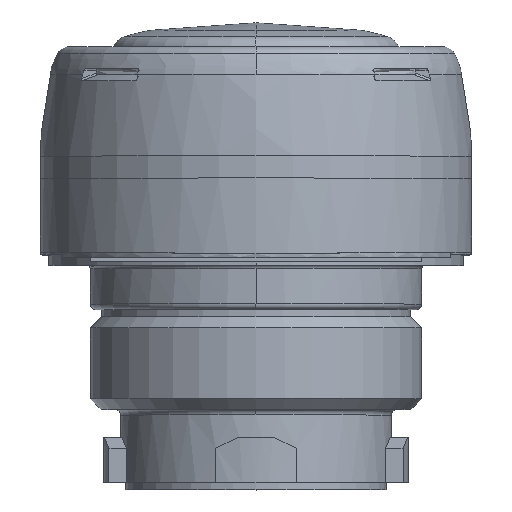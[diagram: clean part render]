
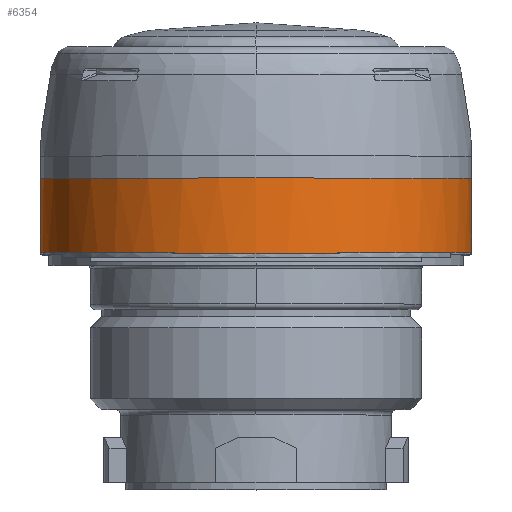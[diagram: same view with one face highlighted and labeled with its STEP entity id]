
A CAD part, top view. The second image highlights one B-rep face of the part: STEP entity #6354.
In plain terms, the highlighted cylindrical face has radius 19.515 mm (diameter 39.03 mm), a partial arc.
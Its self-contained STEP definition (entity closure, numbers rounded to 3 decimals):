
#772=DIRECTION('',(0.,-1.,0.));
#773=VECTOR('',#772,6.68);
#774=CARTESIAN_POINT('',(-19.514,28.15,18.));
#775=LINE('',#774,#773);
#822=CARTESIAN_POINT('',(0.,28.15,18.));
#823=DIRECTION('',(0.,1.,0.));
#824=DIRECTION('',(-1.,0.,0.));
#825=AXIS2_PLACEMENT_3D('',#822,#823,#824);
#830=CARTESIAN_POINT('',(0.,21.3,37.515));
#831=CARTESIAN_POINT('',(1.626,21.314,37.515));
#832=CARTESIAN_POINT('',(4.494,21.339,37.131));
#833=CARTESIAN_POINT('',(9.321,21.381,35.453));
#834=CARTESIAN_POINT('',(14.074,21.423,32.074));
#835=CARTESIAN_POINT('',(17.453,21.452,27.321));
#836=CARTESIAN_POINT('',(19.131,21.467,22.494));
#837=CARTESIAN_POINT('',(19.515,21.47,19.626));
#838=CARTESIAN_POINT('',(19.515,21.47,18.));
#843=CARTESIAN_POINT('',(-19.515,21.47,18.));
#844=CARTESIAN_POINT('',(-19.515,21.47,19.626));
#845=CARTESIAN_POINT('',(-19.131,21.467,22.494));
#846=CARTESIAN_POINT('',(-17.453,21.452,27.321));
#847=CARTESIAN_POINT('',(-14.074,21.423,32.074));
#848=CARTESIAN_POINT('',(-9.321,21.381,35.453));
#849=CARTESIAN_POINT('',(-4.494,21.339,37.131));
#850=CARTESIAN_POINT('',(-1.626,21.314,37.515));
#851=CARTESIAN_POINT('',(0.,21.3,37.515));
#870=DIRECTION('',(0.,1.,0.));
#871=VECTOR('',#870,6.68);
#872=CARTESIAN_POINT('',(19.515,21.47,18.));
#873=LINE('',#872,#871);
#5336=CARTESIAN_POINT('',(-19.515,21.47,18.));
#5338=VERTEX_POINT('',#5336);
#5343=CARTESIAN_POINT('',(19.515,21.47,18.));
#5345=VERTEX_POINT('',#5343);
#5347=VERTEX_POINT('',#851);
#5767=CARTESIAN_POINT('',(-19.515,28.15,18.));
#5768=CARTESIAN_POINT('',(19.515,28.15,18.));
#5769=VERTEX_POINT('',#5767);
#5770=VERTEX_POINT('',#5768);
#6339=CARTESIAN_POINT('',(0.,23.65,18.));
#6340=DIRECTION('',(0.,1.,0.));
#6341=DIRECTION('',(0.,0.,-1.));
#6342=AXIS2_PLACEMENT_3D('',#6339,#6340,#6341);
#6343=CYLINDRICAL_SURFACE('',#6342,19.515);
#6344=ORIENTED_EDGE('',*,*,#6330,.T.);
#6346=ORIENTED_EDGE('',*,*,#6345,.F.);
#6348=ORIENTED_EDGE('',*,*,#6347,.F.);
#6350=ORIENTED_EDGE('',*,*,#6349,.F.);
#6351=ORIENTED_EDGE('',*,*,#6304,.F.);
#6352=EDGE_LOOP('',(#6344,#6346,#6348,#6350,#6351));
#6353=FACE_OUTER_BOUND('',#6352,.F.);
#6354=ADVANCED_FACE('',(#6353),#6343,.T.);
#826=CIRCLE('',#825,19.515);
#839=B_SPLINE_CURVE_WITH_KNOTS('',3,(#830,#831,#832,#833,#834,#835,#836,#837,
#838),.UNSPECIFIED.,.F.,.F.,(4,1,1,1,1,1,4),(0.,0.125,0.25,0.5,0.75,
0.875,1.),.UNSPECIFIED.);
#852=B_SPLINE_CURVE_WITH_KNOTS('',3,(#843,#844,#845,#846,#847,#848,#849,#850,
#851),.UNSPECIFIED.,.F.,.F.,(4,1,1,1,1,1,4),(0.,0.125,0.25,0.5,0.75,
0.875,1.),.UNSPECIFIED.);
#6304=EDGE_CURVE('',#5769,#5338,#775,.T.);
#6330=EDGE_CURVE('',#5769,#5770,#826,.T.);
#6345=EDGE_CURVE('',#5345,#5770,#873,.T.);
#6347=EDGE_CURVE('',#5347,#5345,#839,.T.);
#6349=EDGE_CURVE('',#5338,#5347,#852,.T.);
